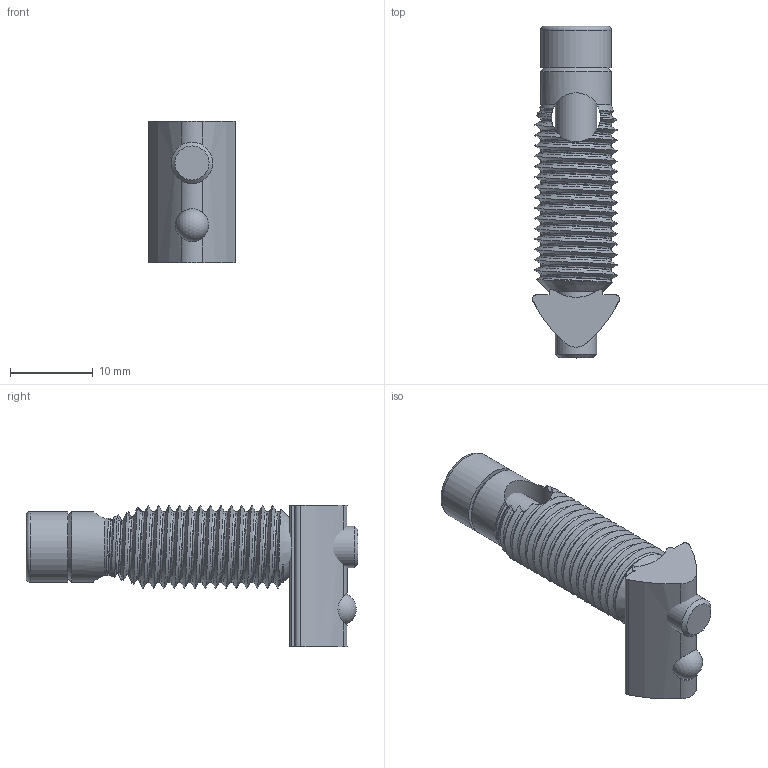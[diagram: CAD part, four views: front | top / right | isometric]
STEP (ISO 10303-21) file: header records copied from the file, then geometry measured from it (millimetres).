
FILE_DESCRIPTION(/* description */ ('Automatikverbinder Set inkl Nutenstein m Steg N6.'),/* implementation_level */ '2;1');
FILE_NAME(/* name */ 'Syskomp 262652008 Automatikverbinder Set inkl Nutenstein m Steg N6.stp',/* time_stamp */ '2015-09-30T10:56:31+02:00',/* author */ ('mstrom'),/* organization */ (''),/* preprocessor_version */ 'ST-DEVELOPER v15.2',/* originating_system */ 'Autodesk Inventor 2014',/* authorisation */ '');
FILE_SCHEMA (('AUTOMOTIVE_DESIGN { 1 0 10303 214 3 1 1 }'));
Length unit declared in the file: millimetre
Products named in the file (1): 262652008 Automatikverbinder Set inkl Nutenstein m Steg N6
Bounding box: 10.5 x 40 x 17 mm (x, y, z)
Volume: 2688.3 mm3; surface area: 3124.5 mm2
Topology: 5 solids, 5 shells, 113 faces, 370 edges, 264 vertices
Faces by surface type: plane 36, bspline 31, cylinder 28, cone 12, torus 5, sphere 1
Full cylindrical faces by diameter (mm): 4 x1, 4.1 x2, 4.2 x1, 5 x1, 5.9 x1, 6 x1, 8.5 x2
Entity records: 58698 total; most frequent: CARTESIAN_POINT 55845, ORIENTED_EDGE 686, DIRECTION 393, EDGE_CURVE 343, VERTEX_POINT 259, B_SPLINE_CURVE_WITH_KNOTS 167, AXIS2_PLACEMENT_3D 159, EDGE_LOOP 140
